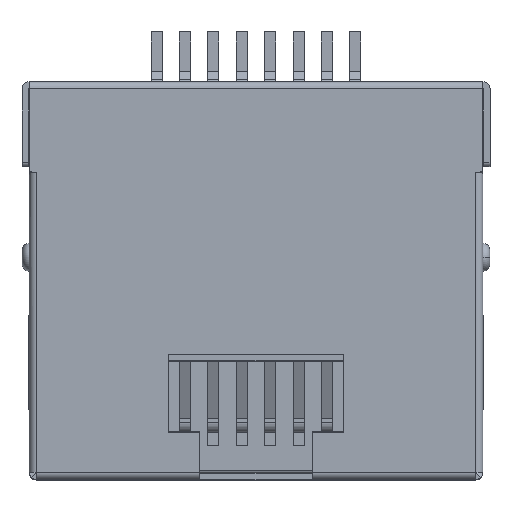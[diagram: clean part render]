
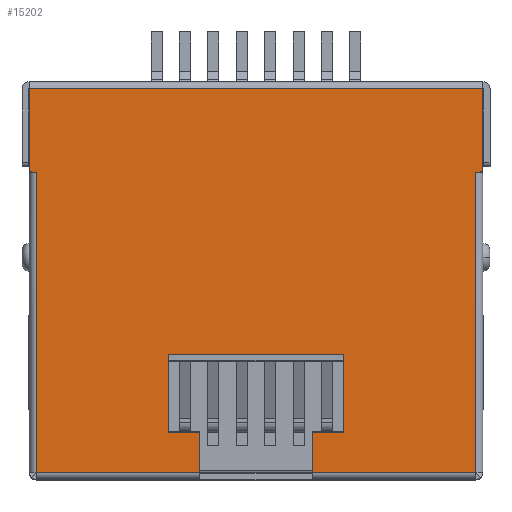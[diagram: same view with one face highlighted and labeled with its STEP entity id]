
A CAD part, top view. The second image highlights one B-rep face of the part: STEP entity #15202.
In plain terms, the highlighted planar face has unit normal (0, 0, 1).
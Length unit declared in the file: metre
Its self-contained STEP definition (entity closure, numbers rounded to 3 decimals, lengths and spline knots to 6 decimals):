
#254=PLANE('',#16314);
#2205=ORIENTED_EDGE('',*,*,#5955,.F.);
#2206=ORIENTED_EDGE('',*,*,#6308,.T.);
#2207=ORIENTED_EDGE('',*,*,#6282,.T.);
#2208=ORIENTED_EDGE('',*,*,#6300,.T.);
#2209=ORIENTED_EDGE('',*,*,#6309,.T.);
#2210=ORIENTED_EDGE('',*,*,#6242,.T.);
#2211=ORIENTED_EDGE('',*,*,#6310,.T.);
#2212=ORIENTED_EDGE('',*,*,#6272,.F.);
#2213=ORIENTED_EDGE('',*,*,#6255,.F.);
#2214=ORIENTED_EDGE('',*,*,#6311,.T.);
#2215=ORIENTED_EDGE('',*,*,#5964,.F.);
#2216=ORIENTED_EDGE('',*,*,#5729,.F.);
#2217=ORIENTED_EDGE('',*,*,#5733,.F.);
#2218=ORIENTED_EDGE('',*,*,#5736,.F.);
#2219=ORIENTED_EDGE('',*,*,#5739,.F.);
#2220=ORIENTED_EDGE('',*,*,#5742,.F.);
#5729=EDGE_CURVE('',#7986,#7987,#9467,.T.);
#5733=EDGE_CURVE('',#7990,#7986,#9471,.T.);
#5736=EDGE_CURVE('',#7992,#7990,#9474,.T.);
#5739=EDGE_CURVE('',#7994,#7992,#9477,.T.);
#5742=EDGE_CURVE('',#7996,#7994,#9480,.T.);
#5955=EDGE_CURVE('',#8186,#7996,#9604,.T.);
#5964=EDGE_CURVE('',#7987,#8192,#9611,.T.);
#6242=EDGE_CURVE('',#8353,#8354,#9810,.T.);
#6255=EDGE_CURVE('',#8361,#8362,#9818,.T.);
#6272=EDGE_CURVE('',#8362,#8370,#9833,.T.);
#6282=EDGE_CURVE('',#8378,#8379,#9840,.T.);
#6300=EDGE_CURVE('',#8379,#8388,#9856,.T.);
#6308=EDGE_CURVE('',#8186,#8378,#9864,.T.);
#6309=EDGE_CURVE('',#8388,#8353,#9865,.T.);
#6310=EDGE_CURVE('',#8354,#8370,#9866,.T.);
#6311=EDGE_CURVE('',#8361,#8192,#9867,.T.);
#7986=VERTEX_POINT('',#21647);
#7987=VERTEX_POINT('',#21649);
#7990=VERTEX_POINT('',#21656);
#7992=VERTEX_POINT('',#21662);
#7994=VERTEX_POINT('',#21668);
#7996=VERTEX_POINT('',#21674);
#8186=VERTEX_POINT('',#22169);
#8192=VERTEX_POINT('',#22186);
#8353=VERTEX_POINT('',#22773);
#8354=VERTEX_POINT('',#22774);
#8361=VERTEX_POINT('',#22826);
#8362=VERTEX_POINT('',#22827);
#8370=VERTEX_POINT('',#22860);
#8378=VERTEX_POINT('',#22908);
#8379=VERTEX_POINT('',#22909);
#8388=VERTEX_POINT('',#22943);
#9467=LINE('',#21648,#11303);
#9471=LINE('',#21657,#11307);
#9474=LINE('',#21663,#11310);
#9477=LINE('',#21669,#11313);
#9480=LINE('',#21675,#11316);
#9604=LINE('',#22170,#11440);
#9611=LINE('',#22185,#11447);
#9810=LINE('',#22772,#11646);
#9818=LINE('',#22825,#11654);
#9833=LINE('',#22859,#11669);
#9840=LINE('',#22907,#11676);
#9856=LINE('',#22944,#11692);
#9864=LINE('',#22955,#11700);
#9865=LINE('',#22956,#11701);
#9866=LINE('',#22957,#11702);
#9867=LINE('',#22958,#11703);
#11303=VECTOR('',#17336,1.);
#11307=VECTOR('',#17342,1.);
#11310=VECTOR('',#17347,1.);
#11313=VECTOR('',#17352,1.);
#11316=VECTOR('',#17357,1.);
#11440=VECTOR('',#17731,1.);
#11447=VECTOR('',#17744,1.);
#11646=VECTOR('',#18289,1.);
#11654=VECTOR('',#18311,1.);
#11669=VECTOR('',#18346,1.);
#11676=VECTOR('',#18359,1.);
#11692=VECTOR('',#18395,1.);
#11700=VECTOR('',#18409,1.);
#11701=VECTOR('',#18410,1.);
#11702=VECTOR('',#18411,1.);
#11703=VECTOR('',#18412,1.);
#13306=EDGE_LOOP('',(#2205,#2206,#2207,#2208,#2209,#2210,#2211,#2212,#2213,
#2214,#2215,#2216,#2217,#2218,#2219,#2220));
#14154=FACE_BOUND('',#13306,.T.);
#15202=ADVANCED_FACE('',(#14154),#254,.T.);
#16314=AXIS2_PLACEMENT_3D('',#22954,#18407,#18408);
#17336=DIRECTION('',(1.,0.,0.));
#17342=DIRECTION('',(0.,-1.,0.));
#17347=DIRECTION('',(-1.,0.,0.));
#17352=DIRECTION('',(0.,1.,0.));
#17357=DIRECTION('',(1.,0.,0.));
#17731=DIRECTION('',(0.,1.,0.));
#17744=DIRECTION('',(0.,-1.,0.));
#18289=DIRECTION('',(-1.,0.,0.));
#18311=DIRECTION('',(0.,1.,0.));
#18346=DIRECTION('',(-1.,0.,0.));
#18359=DIRECTION('',(0.,1.,0.));
#18395=DIRECTION('',(1.,0.,0.));
#18407=DIRECTION('',(0.,0.,1.));
#18408=DIRECTION('',(0.,-1.,0.));
#18409=DIRECTION('',(1.,0.,0.));
#18410=DIRECTION('',(0.,1.,0.));
#18411=DIRECTION('',(0.,-1.,0.));
#18412=DIRECTION('',(1.,0.,0.));
#21647=CARTESIAN_POINT('',(-0.00315,-0.005575,0.005775));
#21648=CARTESIAN_POINT('',(-0.00315,-0.005575,0.005775));
#21649=CARTESIAN_POINT('',(-0.00203,-0.005575,0.005775));
#21656=CARTESIAN_POINT('',(-0.00315,-0.002795,0.005775));
#21657=CARTESIAN_POINT('',(-0.00315,-0.002795,0.005775));
#21662=CARTESIAN_POINT('',(0.00315,-0.002795,0.005775));
#21663=CARTESIAN_POINT('',(0.00315,-0.002795,0.005775));
#21668=CARTESIAN_POINT('',(0.00315,-0.005575,0.005775));
#21669=CARTESIAN_POINT('',(0.00315,-0.005575,0.005775));
#21674=CARTESIAN_POINT('',(0.00203,-0.005575,0.005775));
#21675=CARTESIAN_POINT('',(-0.00315,-0.005575,0.005775));
#22169=CARTESIAN_POINT('',(0.00203,-0.007015,0.005775));
#22170=CARTESIAN_POINT('',(0.00203,-0.007275,0.005775));
#22185=CARTESIAN_POINT('',(-0.00203,-0.005575,0.005775));
#22186=CARTESIAN_POINT('',(-0.00203,-0.007015,0.005775));
#22772=CARTESIAN_POINT('',(0.00815,0.006765,0.005775));
#22773=CARTESIAN_POINT('',(0.00815,0.006765,0.005775));
#22774=CARTESIAN_POINT('',(-0.00815,0.006765,0.005775));
#22825=CARTESIAN_POINT('',(-0.00789,0.003777,0.005775));
#22826=CARTESIAN_POINT('',(-0.00789,-0.007015,0.005775));
#22827=CARTESIAN_POINT('',(-0.00789,0.003776,0.005775));
#22859=CARTESIAN_POINT('',(-0.00815,0.003777,0.005775));
#22860=CARTESIAN_POINT('',(-0.00815,0.003777,0.005775));
#22907=CARTESIAN_POINT('',(0.00789,0.003777,0.005775));
#22908=CARTESIAN_POINT('',(0.00789,-0.007015,0.005775));
#22909=CARTESIAN_POINT('',(0.00789,0.003776,0.005775));
#22943=CARTESIAN_POINT('',(0.00815,0.003777,0.005775));
#22944=CARTESIAN_POINT('',(0.,0.003777,0.005775));
#22954=CARTESIAN_POINT('',(0.,-0.007275,0.005775));
#22955=CARTESIAN_POINT('',(-0.00815,-0.007015,0.005775));
#22956=CARTESIAN_POINT('',(0.00815,-0.007275,0.005775));
#22957=CARTESIAN_POINT('',(-0.00815,-0.007275,0.005775));
#22958=CARTESIAN_POINT('',(-0.00815,-0.007015,0.005775));
